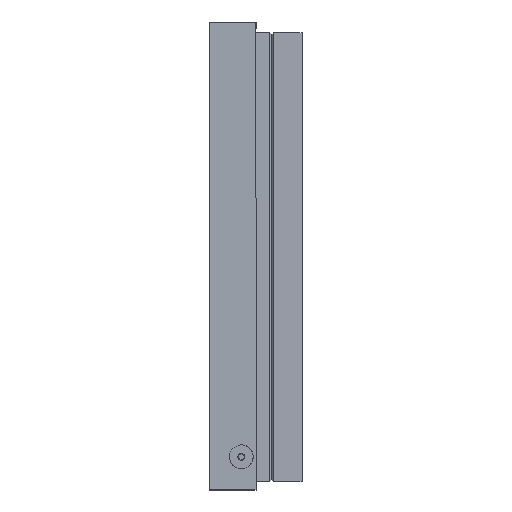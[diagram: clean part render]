
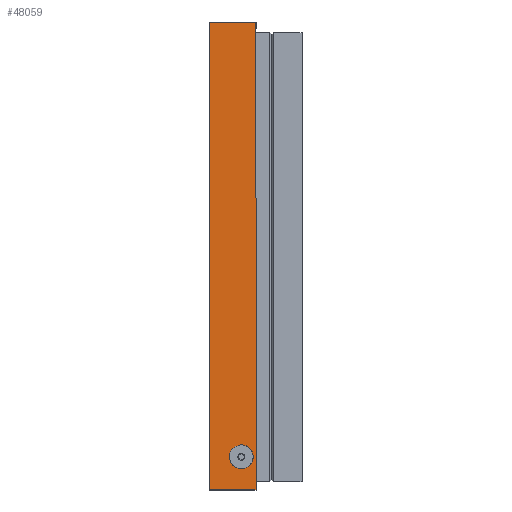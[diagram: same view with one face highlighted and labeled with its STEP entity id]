
A CAD part, left-side view. The second image highlights one B-rep face of the part: STEP entity #48059.
In plain terms, the highlighted planar face has unit normal (-1, 0, 0).
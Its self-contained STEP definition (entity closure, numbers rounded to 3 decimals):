
#2407 = VERTEX_POINT ( 'NONE', #13334 ) ;
#4496 = CIRCLE ( 'NONE', #99535, 3.238 ) ;
#7924 = CARTESIAN_POINT ( 'NONE',  ( -49.236, 32.177, 63.75 ) ) ;
#9487 = LINE ( 'NONE', #80906, #70264 ) ;
#10377 = CARTESIAN_POINT ( 'NONE',  ( -49.236, 44.677, 63.75 ) ) ;
#13029 = FACE_BOUND ( 'NONE', #60239, .T. ) ;
#13334 = CARTESIAN_POINT ( 'NONE',  ( -49.236, 44.677, -63.25 ) ) ;
#13723 = ORIENTED_EDGE ( 'NONE', *, *, #95403, .T. ) ;
#15367 = ORIENTED_EDGE ( 'NONE', *, *, #123230, .F. ) ;
#17084 = EDGE_CURVE ( 'NONE', #44234, #55471, #120463, .T. ) ;
#24949 = CARTESIAN_POINT ( 'NONE',  ( -49.236, 32.177, 63.75 ) ) ;
#31291 = CARTESIAN_POINT ( 'NONE',  ( -49.236, 32.177, 63.75 ) ) ;
#34219 = CARTESIAN_POINT ( 'NONE',  ( -49.236, 32.177, 63.75 ) ) ;
#35913 = ORIENTED_EDGE ( 'NONE', *, *, #130768, .F. ) ;
#36501 = CARTESIAN_POINT ( 'NONE',  ( -49.236, 39.415, -54.25 ) ) ;
#37510 = DIRECTION ( 'NONE',  ( -1., 0., 0. ) ) ;
#42079 = FACE_OUTER_BOUND ( 'NONE', #123118, .T. ) ;
#44074 = LINE ( 'NONE', #34219, #118476 ) ;
#44234 = VERTEX_POINT ( 'NONE', #49209 ) ;
#48059 = ADVANCED_FACE ( 'NONE', ( #13029, #42079 ), #114200, .T. ) ;
#49209 = CARTESIAN_POINT ( 'NONE',  ( -49.236, 32.177, -63.25 ) ) ;
#53300 = ORIENTED_EDGE ( 'NONE', *, *, #17084, .T. ) ;
#53313 = DIRECTION ( 'NONE',  ( -1., 0., 0. ) ) ;
#55471 = VERTEX_POINT ( 'NONE', #7924 ) ;
#60239 = EDGE_LOOP ( 'NONE', ( #69798 ) ) ;
#69677 = DIRECTION ( 'NONE',  ( 0., 1., 0. ) ) ;
#69798 = ORIENTED_EDGE ( 'NONE', *, *, #84554, .F. ) ;
#70264 = VECTOR ( 'NONE', #69677, 1000. ) ;
#74536 = DIRECTION ( 'NONE',  ( 0., 1., 0. ) ) ;
#80172 = DIRECTION ( 'NONE',  ( 0., 0., 1. ) ) ;
#80906 = CARTESIAN_POINT ( 'NONE',  ( -49.236, 32.177, -63.25 ) ) ;
#82079 = LINE ( 'NONE', #100591, #130816 ) ;
#84554 = EDGE_CURVE ( 'NONE', #127026, #127026, #4496, .T. ) ;
#86522 = CARTESIAN_POINT ( 'NONE',  ( -49.236, 36.177, -54.25 ) ) ;
#87191 = DIRECTION ( 'NONE',  ( 0., 1., 0. ) ) ;
#95017 = DIRECTION ( 'NONE',  ( 0., 1., 0. ) ) ;
#95403 = EDGE_CURVE ( 'NONE', #55471, #128766, #44074, .T. ) ;
#99535 = AXIS2_PLACEMENT_3D ( 'NONE', #86522, #37510, #87191 ) ;
#100591 = CARTESIAN_POINT ( 'NONE',  ( -49.236, 44.677, 63.75 ) ) ;
#102818 = VECTOR ( 'NONE', #80172, 1000. ) ;
#105170 = AXIS2_PLACEMENT_3D ( 'NONE', #24949, #53313, #95017 ) ;
#111845 = DIRECTION ( 'NONE',  ( 0., 0., 1. ) ) ;
#114200 = PLANE ( 'NONE',  #105170 ) ;
#118476 = VECTOR ( 'NONE', #74536, 1000. ) ;
#120463 = LINE ( 'NONE', #31291, #102818 ) ;
#123118 = EDGE_LOOP ( 'NONE', ( #15367, #35913, #53300, #13723 ) ) ;
#123230 = EDGE_CURVE ( 'NONE', #2407, #128766, #82079, .T. ) ;
#127026 = VERTEX_POINT ( 'NONE', #36501 ) ;
#128766 = VERTEX_POINT ( 'NONE', #10377 ) ;
#130768 = EDGE_CURVE ( 'NONE', #44234, #2407, #9487, .T. ) ;
#130816 = VECTOR ( 'NONE', #111845, 1000. ) ;
